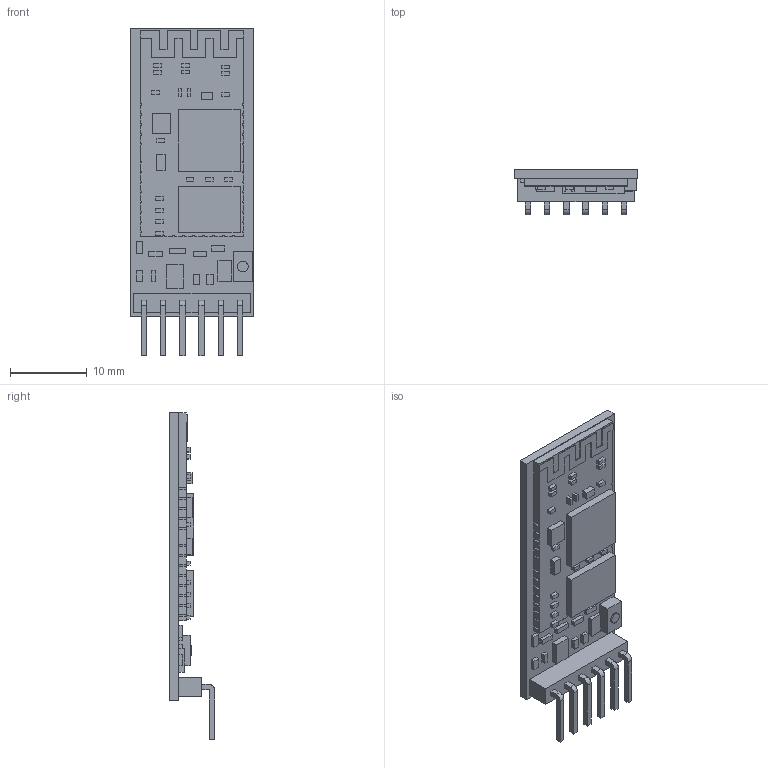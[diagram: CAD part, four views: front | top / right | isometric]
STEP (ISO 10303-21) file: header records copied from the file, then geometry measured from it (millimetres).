
FILE_DESCRIPTION(('FreeCAD Model'),'2;1');
FILE_NAME('User Library-hc011_sp.step', '2019-07-23T23:30:00',('kicad StepUp'),('ksu MCAD'), 'Open CASCADE STEP processor 6.8','FreeCAD','Unknown');
FILE_SCHEMA(('AUTOMOTIVE_DESIGN_CC2 { 1 2 10303 214 -1 1 5 4 }'));
Length unit declared in the file: millimetre
Products named in the file (1): User_Library-hc011_sp
Bounding box: 16.1 x 5.9 x 42.6 mm (x, y, z)
Volume: 1379.5 mm3; surface area: 1826.9 mm2
Topology: 1 solids, 1 shells, 338 faces, 876 edges, 584 vertices
Faces by surface type: plane 296, cylinder 42
Entity records: 12569 total; most frequent: CARTESIAN_POINT 1799, ORIENTED_EDGE 1752, DIRECTION 1638, EDGE_CURVE 876, LINE 792, VECTOR 792, VERTEX_POINT 584, AXIS2_PLACEMENT_3D 423
